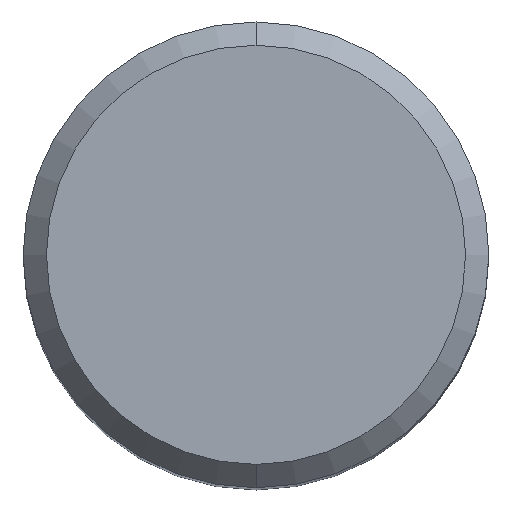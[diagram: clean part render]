
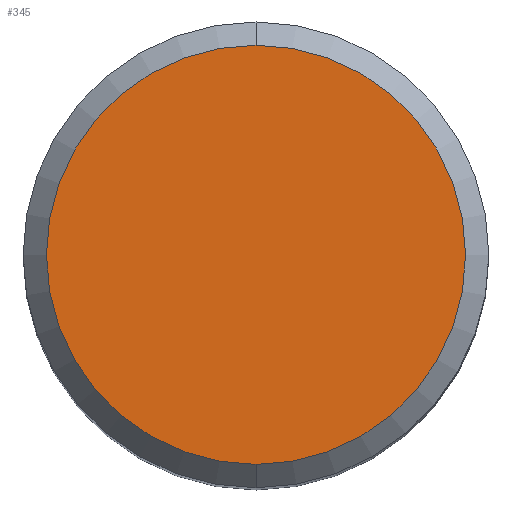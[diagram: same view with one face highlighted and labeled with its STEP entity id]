
A CAD part, top view. The second image highlights one B-rep face of the part: STEP entity #345.
In plain terms, the highlighted planar face has unit normal (0, 0, 1).
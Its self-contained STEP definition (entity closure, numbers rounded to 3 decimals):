
#249=VERTEX_POINT('',#558);
#309=EDGE_CURVE('',#249,#371,#623,.T.);
#321=EDGE_CURVE('',#371,#249,#637,.T.);
#345=ADVANCED_FACE('',(#663),#664,.T.);
#371=VERTEX_POINT('',#692);
#558=CARTESIAN_POINT('',(0.0,7.2,0.));
#623=CIRCLE('',#1181,7.2);
#637=CIRCLE('',#1210,7.2);
#663=FACE_OUTER_BOUND('',#1242,.T.);
#664=PLANE('',#1243);
#692=CARTESIAN_POINT('',(0.,-7.2,0.));
#1181=AXIS2_PLACEMENT_3D('',#1632,#1633,#1634);
#1210=AXIS2_PLACEMENT_3D('',#1668,#1669,#1670);
#1242=EDGE_LOOP('',(#1702,#1703));
#1243=AXIS2_PLACEMENT_3D('',#1704,#1705,#1706);
#1632=CARTESIAN_POINT('',(0.0,0.0,0.));
#1633=DIRECTION('',(0.0,0.0,-1.0));
#1634=DIRECTION('',(0.0,1.0,0.0));
#1668=CARTESIAN_POINT('',(0.0,0.0,0.));
#1669=DIRECTION('',(0.0,0.0,-1.0));
#1670=DIRECTION('',(0.0,1.0,0.0));
#1702=ORIENTED_EDGE('',*,*,#309,.F.);
#1703=ORIENTED_EDGE('',*,*,#321,.F.);
#1704=CARTESIAN_POINT('',(0.0,3.6,0.));
#1705=DIRECTION('',(-0.0,0.0,1.0));
#1706=DIRECTION('',(0.0,-1.0,0.0));
